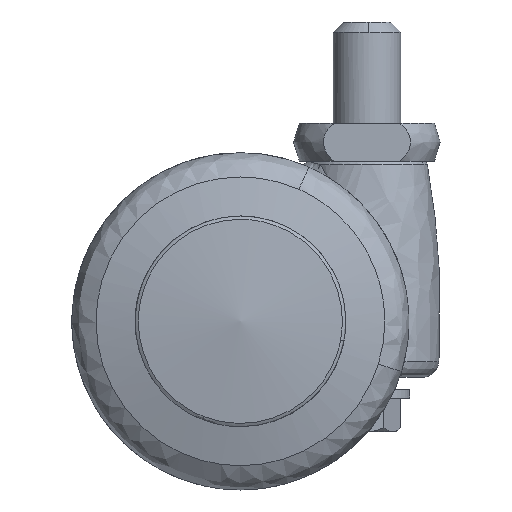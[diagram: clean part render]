
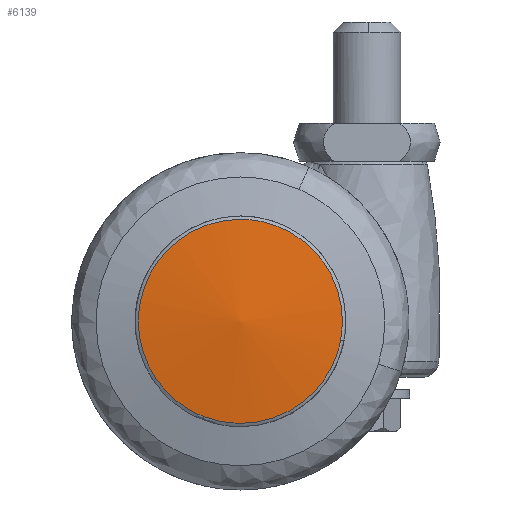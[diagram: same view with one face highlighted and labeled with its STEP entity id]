
A CAD part, front view. The second image highlights one B-rep face of the part: STEP entity #6139.
In plain terms, the highlighted free-form (B-spline) face has degree [2, 2] with [4, 4] control points.
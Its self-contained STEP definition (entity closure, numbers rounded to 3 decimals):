
#4826=CARTESIAN_POINT('',(-4.307,-20.789,-11.307));
#4827=VERTEX_POINT('',#4826);
#4841=CARTESIAN_POINT('',(0.0,-20.789,12.099));
#4842=VERTEX_POINT('',#4841);
#4843=CARTESIAN_POINT('',(0.0,-20.789,12.099));
#4844=CARTESIAN_POINT('',(-12.099,-20.789,12.099));
#4845=CARTESIAN_POINT('',(-12.099,-20.789,0.));
#4846=CARTESIAN_POINT('',(-12.099,-20.789,-8.339));
#4847=CARTESIAN_POINT('',(-4.307,-20.789,-11.307));
#4855=(BOUNDED_CURVE()B_SPLINE_CURVE(2,(#4843,#4844,#4845,#4846,#4847),.UNSPECIFIED.,.F.,.U.)B_SPLINE_CURVE_WITH_KNOTS((3,2,3),(0.0,0.25,0.44),.UNSPECIFIED.)CURVE()GEOMETRIC_REPRESENTATION_ITEM()RATIONAL_B_SPLINE_CURVE((1.0,0.707,1.0,0.778,0.893))REPRESENTATION_ITEM(''));
#4856=EDGE_CURVE('',#4842,#4827,#4855,.T.);
#4858=CARTESIAN_POINT('',(11.885,-20.789,-2.267));
#4859=VERTEX_POINT('',#4858);
#4860=CARTESIAN_POINT('',(11.885,-20.789,-2.267));
#4861=CARTESIAN_POINT('',(12.099,-20.789,-1.144));
#4862=CARTESIAN_POINT('',(12.099,-20.789,0.));
#4863=CARTESIAN_POINT('',(12.099,-20.789,12.099));
#4864=CARTESIAN_POINT('',(0.0,-20.789,12.099));
#4872=(BOUNDED_CURVE()B_SPLINE_CURVE(2,(#4860,#4861,#4862,#4863,#4864),.UNSPECIFIED.,.F.,.U.)B_SPLINE_CURVE_WITH_KNOTS((3,2,3),(0.718,0.75,1.0),.UNSPECIFIED.)CURVE()GEOMETRIC_REPRESENTATION_ITEM()RATIONAL_B_SPLINE_CURVE((0.934,0.962,1.0,0.707,1.0))REPRESENTATION_ITEM(''));
#4873=EDGE_CURVE('',#4859,#4842,#4872,.T.);
#4918=CARTESIAN_POINT('',(0.0,-20.789,-12.099));
#4919=VERTEX_POINT('',#4918);
#4920=CARTESIAN_POINT('',(0.0,-20.789,-12.099));
#4921=CARTESIAN_POINT('',(10.009,-20.789,-12.099));
#4922=CARTESIAN_POINT('',(11.885,-20.789,-2.267));
#4930=(BOUNDED_CURVE()B_SPLINE_CURVE(2,(#4920,#4921,#4922),.UNSPECIFIED.,.F.,.U.)B_SPLINE_CURVE_WITH_KNOTS((3,3),(0.5,0.718),.UNSPECIFIED.)CURVE()GEOMETRIC_REPRESENTATION_ITEM()RATIONAL_B_SPLINE_CURVE((1.0,0.745,0.934))REPRESENTATION_ITEM(''));
#4931=EDGE_CURVE('',#4919,#4859,#4930,.T.);
#4933=CARTESIAN_POINT('',(-4.307,-20.789,-11.307));
#4934=CARTESIAN_POINT('',(-2.226,-20.789,-12.099));
#4935=CARTESIAN_POINT('',(0.0,-20.789,-12.099));
#4943=(BOUNDED_CURVE()B_SPLINE_CURVE(2,(#4933,#4934,#4935),.UNSPECIFIED.,.F.,.U.)B_SPLINE_CURVE_WITH_KNOTS((3,3),(0.44,0.5),.UNSPECIFIED.)CURVE()GEOMETRIC_REPRESENTATION_ITEM()RATIONAL_B_SPLINE_CURVE((0.893,0.929,1.0))REPRESENTATION_ITEM(''));
#4944=EDGE_CURVE('',#4827,#4919,#4943,.T.);
#6109=CARTESIAN_POINT('',(-13.123,-19.111,-13.123));
#6110=CARTESIAN_POINT('',(-6.64,-20.538,-13.28));
#6111=CARTESIAN_POINT('',(6.64,-20.538,-13.28));
#6112=CARTESIAN_POINT('',(13.122,-19.111,-13.123));
#6113=CARTESIAN_POINT('',(-13.28,-20.538,-6.64));
#6114=CARTESIAN_POINT('',(-6.72,-22.,-6.721));
#6115=CARTESIAN_POINT('',(6.72,-22.,-6.721));
#6116=CARTESIAN_POINT('',(13.279,-20.539,-6.64));
#6117=CARTESIAN_POINT('',(-13.28,-20.538,6.64));
#6118=CARTESIAN_POINT('',(-6.72,-22.,6.721));
#6119=CARTESIAN_POINT('',(6.72,-22.,6.721));
#6120=CARTESIAN_POINT('',(13.279,-20.539,6.64));
#6121=CARTESIAN_POINT('',(-13.123,-19.111,13.123));
#6122=CARTESIAN_POINT('',(-6.64,-20.538,13.28));
#6123=CARTESIAN_POINT('',(6.64,-20.538,13.28));
#6124=CARTESIAN_POINT('',(13.122,-19.111,13.123));
#6132=(BOUNDED_SURFACE()B_SPLINE_SURFACE(2,2,((#6109,#6113,#6117,#6121),(#6110,#6114,#6118,#6122),(#6111,#6115,#6119,#6123),(#6112,#6116,#6120,#6124)),.UNSPECIFIED.,.F.,.F.,.U.)B_SPLINE_SURFACE_WITH_KNOTS((3,1,3),(3,1,3),(16.113,29.159,42.204),(16.112,29.159,42.205),.UNSPECIFIED.)GEOMETRIC_REPRESENTATION_ITEM()RATIONAL_B_SPLINE_SURFACE(((1.024,1.012,1.012,1.024),(1.012,1.0,1.0,1.012),(1.012,1.0,1.0,1.012),(1.024,1.012,1.012,1.024)))REPRESENTATION_ITEM('')SURFACE());
#6133=ORIENTED_EDGE('',*,*,#4856,.T.);
#6134=ORIENTED_EDGE('',*,*,#4944,.T.);
#6135=ORIENTED_EDGE('',*,*,#4931,.T.);
#6136=ORIENTED_EDGE('',*,*,#4873,.T.);
#6137=EDGE_LOOP('',(#6133,#6134,#6135,#6136));
#6138=FACE_OUTER_BOUND('',#6137,.T.);
#6139=ADVANCED_FACE('',(#6138),#6132,.T.);
